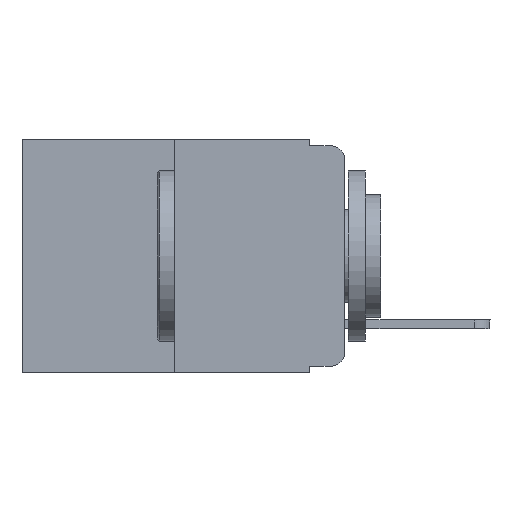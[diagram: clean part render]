
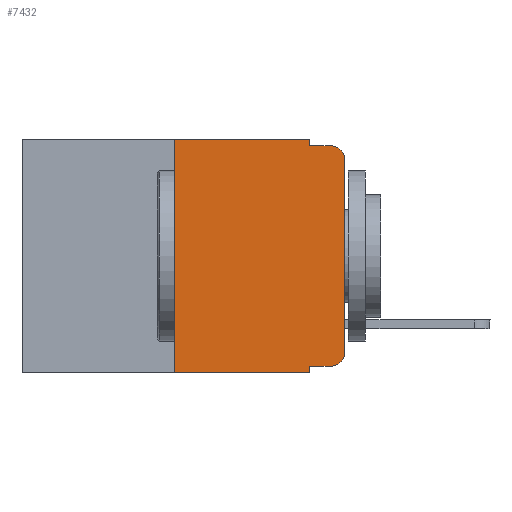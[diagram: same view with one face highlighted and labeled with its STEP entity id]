
A CAD part, left-side view. The second image highlights one B-rep face of the part: STEP entity #7432.
In plain terms, the highlighted planar face has unit normal (-1, 0, 0).
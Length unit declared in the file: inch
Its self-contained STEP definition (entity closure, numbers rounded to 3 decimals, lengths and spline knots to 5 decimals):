
#38 = DIRECTION ( 'NONE',  ( 0., 0., -1. ) ) ;
#152 = EDGE_CURVE ( 'NONE', #21694, #11954, #22797, .T. ) ;
#988 = LINE ( 'NONE', #13170, #11098 ) ;
#1485 = CARTESIAN_POINT ( 'NONE',  ( 0., 0.051, 0. ) ) ;
#2075 = CARTESIAN_POINT ( 'NONE',  ( 0., 0.02, -0.03 ) ) ;
#3284 = DIRECTION ( 'NONE',  ( 0., 0., -1. ) ) ;
#3738 = AXIS2_PLACEMENT_3D ( 'NONE', #2075, #24212, #38 ) ;
#3879 = VERTEX_POINT ( 'NONE', #20538 ) ;
#3927 = CARTESIAN_POINT ( 'NONE',  ( 0., 0.25, 0. ) ) ;
#4070 = LINE ( 'NONE', #14764, #14710 ) ;
#4211 = LINE ( 'NONE', #19634, #17161 ) ;
#4405 = CARTESIAN_POINT ( 'NONE',  ( 0., 0.473, 0. ) ) ;
#5257 = DIRECTION ( 'NONE',  ( 0., -1., 0. ) ) ;
#5488 = CARTESIAN_POINT ( 'NONE',  ( 0., 0.051, -0.01 ) ) ;
#5628 = EDGE_CURVE ( 'NONE', #23295, #11016, #18872, .T. ) ;
#5652 = DIRECTION ( 'NONE',  ( 0., -1., 0. ) ) ;
#6244 = ORIENTED_EDGE ( 'NONE', *, *, #23578, .F. ) ;
#6266 = VERTEX_POINT ( 'NONE', #8189 ) ;
#6406 = VERTEX_POINT ( 'NONE', #23330 ) ;
#6501 = DIRECTION ( 'NONE',  ( 1., 0., 0. ) ) ;
#6604 = VECTOR ( 'NONE', #5652, 39.37008 ) ;
#6605 = PLANE ( 'NONE',  #17908 ) ;
#7338 = CARTESIAN_POINT ( 'NONE',  ( 0., 0.051, 0. ) ) ;
#7432 = ADVANCED_FACE ( 'NONE', ( #10928 ), #6605, .F. ) ;
#7517 = CARTESIAN_POINT ( 'NONE',  ( 0., 0.051, -0.333 ) ) ;
#7589 = DIRECTION ( 'NONE',  ( 0., 0., 1. ) ) ;
#7722 = EDGE_CURVE ( 'NONE', #6266, #3879, #14063, .T. ) ;
#8189 = CARTESIAN_POINT ( 'NONE',  ( 0., 0., -0.03 ) ) ;
#9324 = DIRECTION ( 'NONE',  ( 0., -1., 0. ) ) ;
#9416 = ORIENTED_EDGE ( 'NONE', *, *, #15309, .T. ) ;
#9460 = VECTOR ( 'NONE', #3284, 39.37008 ) ;
#9478 = VECTOR ( 'NONE', #16547, 39.37008 ) ;
#10928 = FACE_OUTER_BOUND ( 'NONE', #12195, .T. ) ;
#11016 = VERTEX_POINT ( 'NONE', #5488 ) ;
#11098 = VECTOR ( 'NONE', #9324, 39.37008 ) ;
#11133 = CARTESIAN_POINT ( 'NONE',  ( 0., 0.25, -0.343 ) ) ;
#11244 = ORIENTED_EDGE ( 'NONE', *, *, #22516, .T. ) ;
#11954 = VERTEX_POINT ( 'NONE', #14319 ) ;
#12081 = ORIENTED_EDGE ( 'NONE', *, *, #19826, .T. ) ;
#12195 = EDGE_LOOP ( 'NONE', ( #12081, #12817, #6244, #24801, #15855, #17330, #11244, #21703, #9416, #19572 ) ) ;
#12751 = CARTESIAN_POINT ( 'NONE',  ( 0., 0.051, 0. ) ) ;
#12817 = ORIENTED_EDGE ( 'NONE', *, *, #7722, .T. ) ;
#13170 = CARTESIAN_POINT ( 'NONE',  ( 0., 0.473, 0. ) ) ;
#13647 = CARTESIAN_POINT ( 'NONE',  ( 0., 0.473, -0.343 ) ) ;
#14063 = CIRCLE ( 'NONE', #3738, 0.02 ) ;
#14319 = CARTESIAN_POINT ( 'NONE',  ( 0., 0.25, 0. ) ) ;
#14639 = VECTOR ( 'NONE', #21868, 39.37008 ) ;
#14710 = VECTOR ( 'NONE', #5257, 39.37008 ) ;
#14764 = CARTESIAN_POINT ( 'NONE',  ( 0., 0.051, -0.01 ) ) ;
#15309 = EDGE_CURVE ( 'NONE', #6406, #16762, #21736, .T. ) ;
#15855 = ORIENTED_EDGE ( 'NONE', *, *, #20782, .F. ) ;
#16311 = DIRECTION ( 'NONE',  ( 0., 0., -1. ) ) ;
#16547 = DIRECTION ( 'NONE',  ( 0., 0., -1. ) ) ;
#16762 = VERTEX_POINT ( 'NONE', #19245 ) ;
#17161 = VECTOR ( 'NONE', #7589, 39.37008 ) ;
#17330 = ORIENTED_EDGE ( 'NONE', *, *, #152, .F. ) ;
#17398 = AXIS2_PLACEMENT_3D ( 'NONE', #21358, #25560, #21541 ) ;
#17908 = AXIS2_PLACEMENT_3D ( 'NONE', #4405, #6501, #16311 ) ;
#18328 = VERTEX_POINT ( 'NONE', #24673 ) ;
#18872 = LINE ( 'NONE', #12751, #9478 ) ;
#19245 = CARTESIAN_POINT ( 'NONE',  ( 0., 0.02, -0.333 ) ) ;
#19572 = ORIENTED_EDGE ( 'NONE', *, *, #24038, .T. ) ;
#19634 = CARTESIAN_POINT ( 'NONE',  ( 0., 0., 0. ) ) ;
#19826 = EDGE_CURVE ( 'NONE', #21042, #6266, #4211, .T. ) ;
#19828 = VECTOR ( 'NONE', #24238, 39.37008 ) ;
#20538 = CARTESIAN_POINT ( 'NONE',  ( 0., 0.02, -0.01 ) ) ;
#20782 = EDGE_CURVE ( 'NONE', #11954, #23295, #988, .T. ) ;
#21042 = VERTEX_POINT ( 'NONE', #24612 ) ;
#21358 = CARTESIAN_POINT ( 'NONE',  ( 0., 0.02, -0.313 ) ) ;
#21541 = DIRECTION ( 'NONE',  ( 0., 0., -1. ) ) ;
#21694 = VERTEX_POINT ( 'NONE', #11133 ) ;
#21703 = ORIENTED_EDGE ( 'NONE', *, *, #25845, .F. ) ;
#21736 = LINE ( 'NONE', #7517, #6604 ) ;
#21868 = DIRECTION ( 'NONE',  ( 0., 0., 1. ) ) ;
#22516 = EDGE_CURVE ( 'NONE', #21694, #18328, #25122, .T. ) ;
#22797 = LINE ( 'NONE', #3927, #14639 ) ;
#23286 = CIRCLE ( 'NONE', #17398, 0.02 ) ;
#23295 = VERTEX_POINT ( 'NONE', #7338 ) ;
#23330 = CARTESIAN_POINT ( 'NONE',  ( 0., 0.051, -0.333 ) ) ;
#23578 = EDGE_CURVE ( 'NONE', #11016, #3879, #4070, .T. ) ;
#24038 = EDGE_CURVE ( 'NONE', #16762, #21042, #23286, .T. ) ;
#24212 = DIRECTION ( 'NONE',  ( -1., 0., 0. ) ) ;
#24238 = DIRECTION ( 'NONE',  ( 0., -1., 0. ) ) ;
#24612 = CARTESIAN_POINT ( 'NONE',  ( 0., 0., -0.313 ) ) ;
#24673 = CARTESIAN_POINT ( 'NONE',  ( 0., 0.051, -0.343 ) ) ;
#24750 = LINE ( 'NONE', #1485, #9460 ) ;
#24801 = ORIENTED_EDGE ( 'NONE', *, *, #5628, .F. ) ;
#25122 = LINE ( 'NONE', #13647, #19828 ) ;
#25560 = DIRECTION ( 'NONE',  ( -1., 0., 0. ) ) ;
#25845 = EDGE_CURVE ( 'NONE', #6406, #18328, #24750, .T. ) ;
